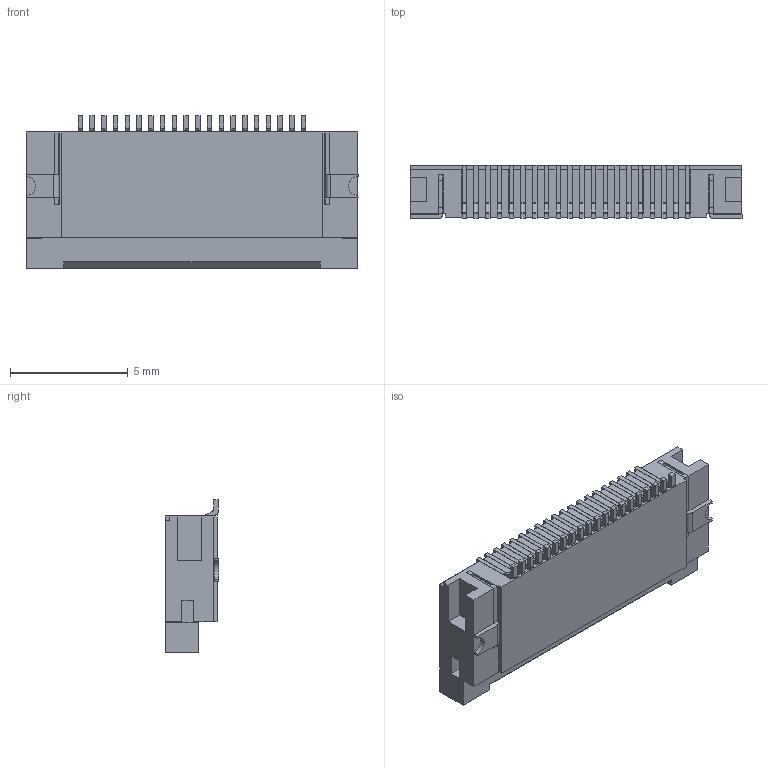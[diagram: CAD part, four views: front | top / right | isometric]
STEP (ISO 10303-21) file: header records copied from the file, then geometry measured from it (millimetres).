
FILE_DESCRIPTION (( 'STEP AP214' ), '1' );
FILE_NAME ('WR-FPC connector, 20pin, 0.5mm SMT ZIF Horizontal.STEP', '2022-07-20T04:51:07', ( '' ), ( '' ), 'SwSTEP 2.0', 'SolidWorks 2021', '' );
FILE_SCHEMA (( 'AUTOMOTIVE_DESIGN' ));
Length unit declared in the file: millimetre
Products named in the file (1): WR-FPC connector, 20pin, 0.5mm SMT ZIF Horizontal
Bounding box: 14.11 x 2.27 x 6.5 mm (x, y, z)
Volume: 122.2 mm3; surface area: 853.8 mm2
Topology: 24 solids, 24 shells, 1164 faces, 3562 edges, 2358 vertices
Faces by surface type: plane 836, cylinder 328
Entity records: 40199 total; most frequent: CARTESIAN_POINT 7325, ORIENTED_EDGE 7124, DIRECTION 6588, EDGE_CURVE 3562, LINE 2786, VECTOR 2786, VERTEX_POINT 2358, AXIS2_PLACEMENT_3D 1901
